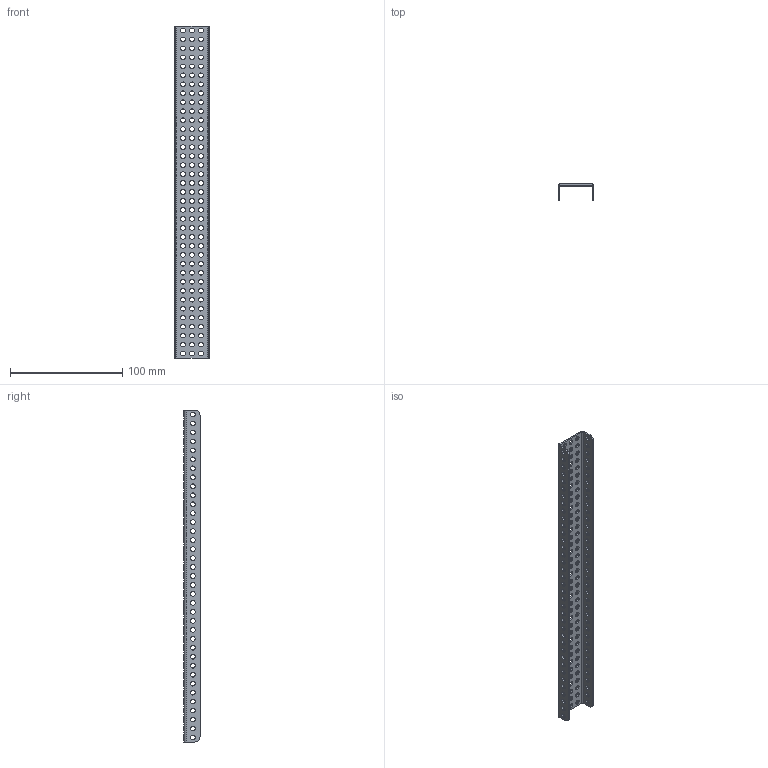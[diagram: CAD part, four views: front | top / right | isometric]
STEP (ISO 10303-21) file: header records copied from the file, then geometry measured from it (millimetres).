
FILE_DESCRIPTION (( 'STEP AP214' ), '1' );
FILE_NAME ('06-0037.step', '2020-04-06T07:07:55', ( '' ), ( '' ), 'SwSTEP 2.0', 'SolidWorks 2020', '' );
FILE_SCHEMA (( 'AUTOMOTIVE_DESIGN' ));
Length unit declared in the file: millimetre
Products named in the file (1): 06-0037
Bounding box: 32 x 14.3 x 296 mm (x, y, z)
Volume: 22427.4 mm3; surface area: 33053.3 mm2
Topology: 1 solids, 1 shells, 388 faces, 1158 edges, 772 vertices
Faces by surface type: cylinder 378, plane 10
Entity records: 14292 total; most frequent: DIRECTION 2692, CARTESIAN_POINT 2319, ORIENTED_EDGE 2316, EDGE_CURVE 1158, AXIS2_PLACEMENT_3D 1145, VERTEX_POINT 772, EDGE_LOOP 758, CIRCLE 756
